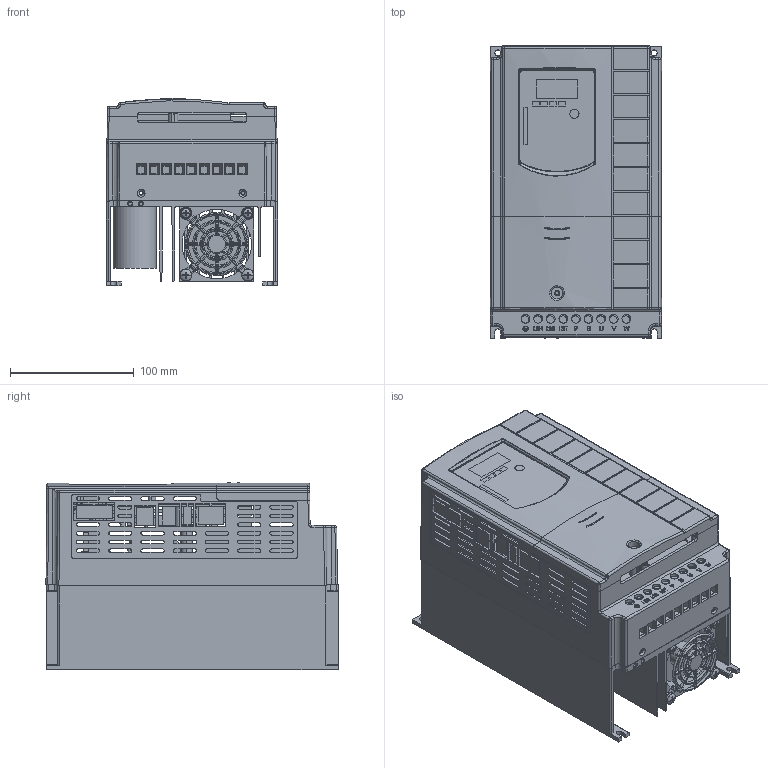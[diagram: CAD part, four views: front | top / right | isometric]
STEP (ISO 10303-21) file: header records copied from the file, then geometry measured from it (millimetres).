
FILE_DESCRIPTION((''),'2;1');
FILE_NAME('E4-ZHUANGPEITI_ASM','2015-09-06T',('Administrator'),(''),'PRO/ENGINEER BY PARAMETRIC TECHNOLOGY CORPORATION, 2012230','PRO/ENGINEER BY PARAMETRIC TECHNOLOGY CORPORATION, 2012230','');
FILE_SCHEMA(('CONFIG_CONTROL_DESIGN'));
Products named in the file (18): SANREQI; BANJINJIAN; 3TZ; DIANRONGBAN; E08D3FG01_ASM; SHANGGAI5; D0C3CE20; XIAOGAI5; 6025; FENGSHANZHAO; M4X8; M3X6-6; M3X6; M4X35; ST4_8X9_5; ST2_9X6_5_; MIANMO-E2; E4-ZHUANGPEITI_ASM
Assembly tree (37 placements, depth 2):
  E4-ZHUANGPEITI_ASM
    SANREQI
    BANJINJIAN  x2
    3TZ  x4
    DIANRONGBAN
    E08D3FG01_ASM
    SHANGGAI5
    D0C3CE20
    XIAOGAI5
    6025
    FENGSHANZHAO
    M4X8  x2
    M3X6-6  x8
    M3X6  x4
    M4X35  x2
    ST4_8X9_5  x2
    ST2_9X6_5_  x4
    MIANMO-E2
Bounding box: 138 x 235.57 x 151 mm (x, y, z)
Volume: 1098687.4 mm3; surface area: 721979.3 mm2
Topology: 46 solids, 49 shells, 4259 faces, 11291 edges, 7383 vertices
Faces by surface type: plane 2431, cylinder 1209, bspline 284, torus 156, cone 108, sphere 56, extrusion 15
Entity records: 130287 total; most frequent: CARTESIAN_POINT 36883, ORIENTED_EDGE 19906, DIRECTION 17956, EDGE_CURVE 9953, VECTOR 6578, LINE 6563, VERTEX_POINT 6521, AXIS2_PLACEMENT_3D 5689
